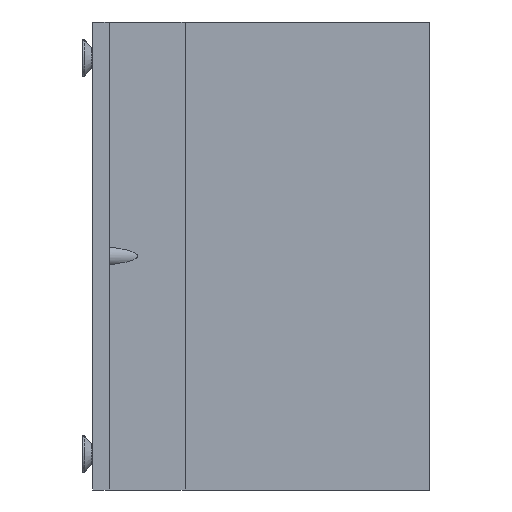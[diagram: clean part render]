
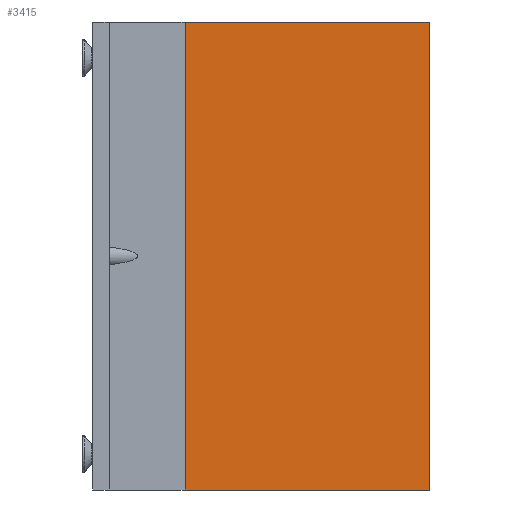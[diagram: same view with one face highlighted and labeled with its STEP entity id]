
A CAD part, left-side view. The second image highlights one B-rep face of the part: STEP entity #3415.
In plain terms, the highlighted planar face has unit normal (-1, 0, 0).
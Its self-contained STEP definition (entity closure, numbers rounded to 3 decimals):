
#68 = LINE ( 'NONE', #2156, #700 ) ;
#293 = LINE ( 'NONE', #2751, #3540 ) ;
#424 = VECTOR ( 'NONE', #3428, 1000. ) ;
#700 = VECTOR ( 'NONE', #2107, 1000. ) ;
#836 = ORIENTED_EDGE ( 'NONE', *, *, #2712, .F. ) ;
#1095 = CARTESIAN_POINT ( 'NONE',  ( -30.425, -19.5, 35.45 ) ) ;
#1432 = VERTEX_POINT ( 'NONE', #2731 ) ;
#1540 = ORIENTED_EDGE ( 'NONE', *, *, #1612, .F. ) ;
#1574 = DIRECTION ( 'NONE',  ( 0., 0., -1. ) ) ;
#1612 = EDGE_CURVE ( 'NONE', #1891, #5058, #4716, .T. ) ;
#1819 = DIRECTION ( 'NONE',  ( 0., 1., 0. ) ) ;
#1891 = VERTEX_POINT ( 'NONE', #2954 ) ;
#2098 = ORIENTED_EDGE ( 'NONE', *, *, #2547, .T. ) ;
#2107 = DIRECTION ( 'NONE',  ( 0., 0., -1. ) ) ;
#2156 = CARTESIAN_POINT ( 'NONE',  ( -30.425, -19.5, -32.95 ) ) ;
#2284 = CARTESIAN_POINT ( 'NONE',  ( -30.425, -56.5, 35.45 ) ) ;
#2297 = DIRECTION ( 'NONE',  ( 0., 1., 0. ) ) ;
#2547 = EDGE_CURVE ( 'NONE', #1432, #2570, #293, .T. ) ;
#2563 = CARTESIAN_POINT ( 'NONE',  ( -30.425, -19.5, -35.45 ) ) ;
#2570 = VERTEX_POINT ( 'NONE', #1095 ) ;
#2712 = EDGE_CURVE ( 'NONE', #1432, #1891, #4099, .T. ) ;
#2731 = CARTESIAN_POINT ( 'NONE',  ( -30.425, -56.5, 35.45 ) ) ;
#2751 = CARTESIAN_POINT ( 'NONE',  ( -30.425, -56.5, 35.45 ) ) ;
#2954 = CARTESIAN_POINT ( 'NONE',  ( -30.425, -56.5, -35.45 ) ) ;
#3415 = ADVANCED_FACE ( 'NONE', ( #4808 ), #5354, .F. ) ;
#3428 = DIRECTION ( 'NONE',  ( 0., 1., 0. ) ) ;
#3540 = VECTOR ( 'NONE', #2297, 1000. ) ;
#3663 = AXIS2_PLACEMENT_3D ( 'NONE', #2284, #4413, #1819 ) ;
#3692 = EDGE_LOOP ( 'NONE', ( #2098, #4336, #1540, #836 ) ) ;
#3734 = CARTESIAN_POINT ( 'NONE',  ( -30.425, -56.5, 35.45 ) ) ;
#4099 = LINE ( 'NONE', #3734, #4604 ) ;
#4336 = ORIENTED_EDGE ( 'NONE', *, *, #5084, .T. ) ;
#4413 = DIRECTION ( 'NONE',  ( 1., 0., 0. ) ) ;
#4604 = VECTOR ( 'NONE', #1574, 1000. ) ;
#4716 = LINE ( 'NONE', #4745, #424 ) ;
#4745 = CARTESIAN_POINT ( 'NONE',  ( -30.425, -56.5, -35.45 ) ) ;
#4808 = FACE_OUTER_BOUND ( 'NONE', #3692, .T. ) ;
#5058 = VERTEX_POINT ( 'NONE', #2563 ) ;
#5084 = EDGE_CURVE ( 'NONE', #2570, #5058, #68, .T. ) ;
#5354 = PLANE ( 'NONE',  #3663 ) ;
